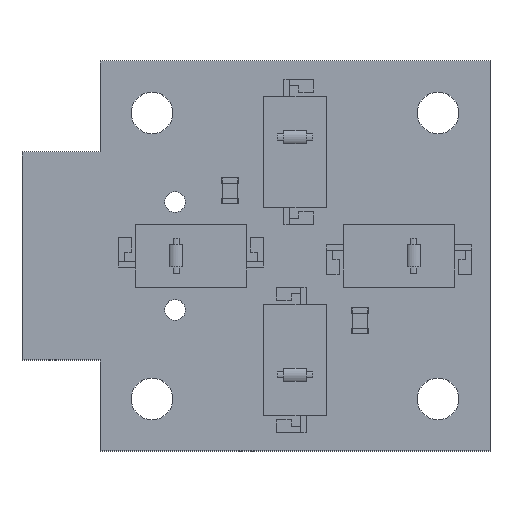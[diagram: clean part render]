
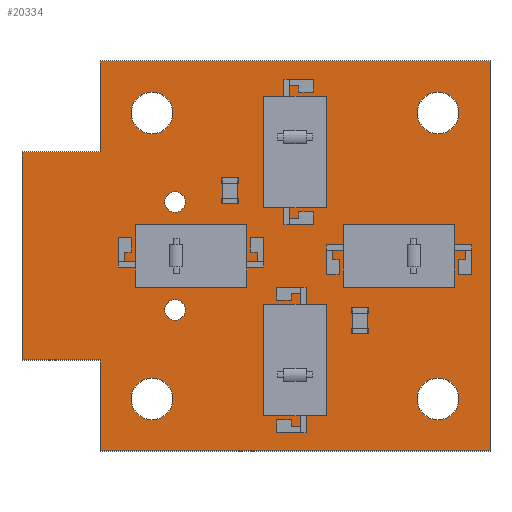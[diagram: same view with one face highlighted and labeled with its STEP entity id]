
A CAD part, top view. The second image highlights one B-rep face of the part: STEP entity #20334.
In plain terms, the highlighted planar face has unit normal (0, 0, 1).
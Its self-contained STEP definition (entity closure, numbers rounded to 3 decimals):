
#20036 = VERTEX_POINT('',#20037);
#20037 = CARTESIAN_POINT('',(15.,-15.,1.6));
#20043 = EDGE_CURVE('',#20036,#20044,#20046,.T.);
#20044 = VERTEX_POINT('',#20045);
#20045 = CARTESIAN_POINT('',(-15.,-15.,1.6));
#20046 = LINE('',#20047,#20048);
#20047 = CARTESIAN_POINT('',(15.,-15.,1.6));
#20048 = VECTOR('',#20049,1.);
#20049 = DIRECTION('',(-1.,0.,0.));
#20076 = VERTEX_POINT('',#20077);
#20077 = CARTESIAN_POINT('',(15.,15.,1.6));
#20083 = EDGE_CURVE('',#20076,#20036,#20084,.T.);
#20084 = LINE('',#20085,#20086);
#20085 = CARTESIAN_POINT('',(15.,15.,1.6));
#20086 = VECTOR('',#20087,1.);
#20087 = DIRECTION('',(0.,-1.,0.));
#20105 = EDGE_CURVE('',#20044,#20106,#20108,.T.);
#20106 = VERTEX_POINT('',#20107);
#20107 = CARTESIAN_POINT('',(-15.,-8.,1.6));
#20108 = LINE('',#20109,#20110);
#20109 = CARTESIAN_POINT('',(-15.,-15.,1.6));
#20110 = VECTOR('',#20111,1.);
#20111 = DIRECTION('',(0.,1.,0.));
#20334 = ADVANCED_FACE('',(#20335,#20378,#20389,#20400,#20411,#20422,
    #20433,#20444,#20455,#20466,#20477,#20488,#20499,#20510,#20521),
  #20532,.F.);
#20335 = FACE_BOUND('',#20336,.F.);
#20336 = EDGE_LOOP('',(#20337,#20338,#20339,#20347,#20355,#20363,#20371,
    #20377));
#20337 = ORIENTED_EDGE('',*,*,#20043,.T.);
#20338 = ORIENTED_EDGE('',*,*,#20105,.T.);
#20339 = ORIENTED_EDGE('',*,*,#20340,.T.);
#20340 = EDGE_CURVE('',#20106,#20341,#20343,.T.);
#20341 = VERTEX_POINT('',#20342);
#20342 = CARTESIAN_POINT('',(-21.,-8.,1.6));
#20343 = LINE('',#20344,#20345);
#20344 = CARTESIAN_POINT('',(-15.,-8.,1.6));
#20345 = VECTOR('',#20346,1.);
#20346 = DIRECTION('',(-1.,0.,0.));
#20347 = ORIENTED_EDGE('',*,*,#20348,.T.);
#20348 = EDGE_CURVE('',#20341,#20349,#20351,.T.);
#20349 = VERTEX_POINT('',#20350);
#20350 = CARTESIAN_POINT('',(-21.,8.,1.6));
#20351 = LINE('',#20352,#20353);
#20352 = CARTESIAN_POINT('',(-21.,-8.,1.6));
#20353 = VECTOR('',#20354,1.);
#20354 = DIRECTION('',(0.,1.,0.));
#20355 = ORIENTED_EDGE('',*,*,#20356,.T.);
#20356 = EDGE_CURVE('',#20349,#20357,#20359,.T.);
#20357 = VERTEX_POINT('',#20358);
#20358 = CARTESIAN_POINT('',(-15.,8.,1.6));
#20359 = LINE('',#20360,#20361);
#20360 = CARTESIAN_POINT('',(-21.,8.,1.6));
#20361 = VECTOR('',#20362,1.);
#20362 = DIRECTION('',(1.,0.,0.));
#20363 = ORIENTED_EDGE('',*,*,#20364,.T.);
#20364 = EDGE_CURVE('',#20357,#20365,#20367,.T.);
#20365 = VERTEX_POINT('',#20366);
#20366 = CARTESIAN_POINT('',(-15.,15.,1.6));
#20367 = LINE('',#20368,#20369);
#20368 = CARTESIAN_POINT('',(-15.,8.,1.6));
#20369 = VECTOR('',#20370,1.);
#20370 = DIRECTION('',(0.,1.,0.));
#20371 = ORIENTED_EDGE('',*,*,#20372,.T.);
#20372 = EDGE_CURVE('',#20365,#20076,#20373,.T.);
#20373 = LINE('',#20374,#20375);
#20374 = CARTESIAN_POINT('',(-15.,15.,1.6));
#20375 = VECTOR('',#20376,1.);
#20376 = DIRECTION('',(1.,0.,0.));
#20377 = ORIENTED_EDGE('',*,*,#20083,.T.);
#20378 = FACE_BOUND('',#20379,.F.);
#20379 = EDGE_LOOP('',(#20380));
#20380 = ORIENTED_EDGE('',*,*,#20381,.F.);
#20381 = EDGE_CURVE('',#20382,#20382,#20384,.T.);
#20382 = VERTEX_POINT('',#20383);
#20383 = CARTESIAN_POINT('',(11.,-12.6,1.6));
#20384 = CIRCLE('',#20385,1.6);
#20385 = AXIS2_PLACEMENT_3D('',#20386,#20387,#20388);
#20386 = CARTESIAN_POINT('',(11.,-11.,1.6));
#20387 = DIRECTION('',(-0.,0.,-1.));
#20388 = DIRECTION('',(-0.,-1.,0.));
#20389 = FACE_BOUND('',#20390,.F.);
#20390 = EDGE_LOOP('',(#20391));
#20391 = ORIENTED_EDGE('',*,*,#20392,.F.);
#20392 = EDGE_CURVE('',#20393,#20393,#20395,.T.);
#20393 = VERTEX_POINT('',#20394);
#20394 = CARTESIAN_POINT('',(0.,-10.546,1.6));
#20395 = CIRCLE('',#20396,0.546);
#20396 = AXIS2_PLACEMENT_3D('',#20397,#20398,#20399);
#20397 = CARTESIAN_POINT('',(0.,-10.,1.6));
#20398 = DIRECTION('',(-0.,0.,-1.));
#20399 = DIRECTION('',(0.,-1.,-0.));
#20400 = FACE_BOUND('',#20401,.F.);
#20401 = EDGE_LOOP('',(#20402));
#20402 = ORIENTED_EDGE('',*,*,#20403,.F.);
#20403 = EDGE_CURVE('',#20404,#20404,#20406,.T.);
#20404 = VERTEX_POINT('',#20405);
#20405 = CARTESIAN_POINT('',(10.,-0.546,1.6));
#20406 = CIRCLE('',#20407,0.546);
#20407 = AXIS2_PLACEMENT_3D('',#20408,#20409,#20410);
#20408 = CARTESIAN_POINT('',(10.,0.,1.6));
#20409 = DIRECTION('',(-0.,0.,-1.));
#20410 = DIRECTION('',(-0.,-1.,0.));
#20411 = FACE_BOUND('',#20412,.F.);
#20412 = EDGE_LOOP('',(#20413));
#20413 = ORIENTED_EDGE('',*,*,#20414,.F.);
#20414 = EDGE_CURVE('',#20415,#20415,#20417,.T.);
#20415 = VERTEX_POINT('',#20416);
#20416 = CARTESIAN_POINT('',(0.,-6.546,1.6));
#20417 = CIRCLE('',#20418,0.546);
#20418 = AXIS2_PLACEMENT_3D('',#20419,#20420,#20421);
#20419 = CARTESIAN_POINT('',(0.,-6.,1.6));
#20420 = DIRECTION('',(-0.,0.,-1.));
#20421 = DIRECTION('',(0.,-1.,-0.));
#20422 = FACE_BOUND('',#20423,.F.);
#20423 = EDGE_LOOP('',(#20424));
#20424 = ORIENTED_EDGE('',*,*,#20425,.F.);
#20425 = EDGE_CURVE('',#20426,#20426,#20428,.T.);
#20426 = VERTEX_POINT('',#20427);
#20427 = CARTESIAN_POINT('',(6.,-0.546,1.6));
#20428 = CIRCLE('',#20429,0.546);
#20429 = AXIS2_PLACEMENT_3D('',#20430,#20431,#20432);
#20430 = CARTESIAN_POINT('',(6.,0.,1.6));
#20431 = DIRECTION('',(-0.,0.,-1.));
#20432 = DIRECTION('',(-0.,-1.,0.));
#20433 = FACE_BOUND('',#20434,.F.);
#20434 = EDGE_LOOP('',(#20435));
#20435 = ORIENTED_EDGE('',*,*,#20436,.F.);
#20436 = EDGE_CURVE('',#20437,#20437,#20439,.T.);
#20437 = VERTEX_POINT('',#20438);
#20438 = CARTESIAN_POINT('',(-11.,-12.6,1.6));
#20439 = CIRCLE('',#20440,1.6);
#20440 = AXIS2_PLACEMENT_3D('',#20441,#20442,#20443);
#20441 = CARTESIAN_POINT('',(-11.,-11.,1.6));
#20442 = DIRECTION('',(-0.,0.,-1.));
#20443 = DIRECTION('',(-0.,-1.,0.));
#20444 = FACE_BOUND('',#20445,.F.);
#20445 = EDGE_LOOP('',(#20446));
#20446 = ORIENTED_EDGE('',*,*,#20447,.F.);
#20447 = EDGE_CURVE('',#20448,#20448,#20450,.T.);
#20448 = VERTEX_POINT('',#20449);
#20449 = CARTESIAN_POINT('',(-6.,-0.546,1.6));
#20450 = CIRCLE('',#20451,0.546);
#20451 = AXIS2_PLACEMENT_3D('',#20452,#20453,#20454);
#20452 = CARTESIAN_POINT('',(-6.,0.,1.6));
#20453 = DIRECTION('',(-0.,0.,-1.));
#20454 = DIRECTION('',(-0.,-1.,0.));
#20455 = FACE_BOUND('',#20456,.F.);
#20456 = EDGE_LOOP('',(#20457));
#20457 = ORIENTED_EDGE('',*,*,#20458,.F.);
#20458 = EDGE_CURVE('',#20459,#20459,#20461,.T.);
#20459 = VERTEX_POINT('',#20460);
#20460 = CARTESIAN_POINT('',(-9.23,-4.95,1.6));
#20461 = CIRCLE('',#20462,0.8);
#20462 = AXIS2_PLACEMENT_3D('',#20463,#20464,#20465);
#20463 = CARTESIAN_POINT('',(-9.23,-4.15,1.6));
#20464 = DIRECTION('',(-0.,0.,-1.));
#20465 = DIRECTION('',(-0.,-1.,0.));
#20466 = FACE_BOUND('',#20467,.F.);
#20467 = EDGE_LOOP('',(#20468));
#20468 = ORIENTED_EDGE('',*,*,#20469,.F.);
#20469 = EDGE_CURVE('',#20470,#20470,#20472,.T.);
#20470 = VERTEX_POINT('',#20471);
#20471 = CARTESIAN_POINT('',(-10.,-0.546,1.6));
#20472 = CIRCLE('',#20473,0.546);
#20473 = AXIS2_PLACEMENT_3D('',#20474,#20475,#20476);
#20474 = CARTESIAN_POINT('',(-10.,0.,1.6));
#20475 = DIRECTION('',(-0.,0.,-1.));
#20476 = DIRECTION('',(-0.,-1.,0.));
#20477 = FACE_BOUND('',#20478,.F.);
#20478 = EDGE_LOOP('',(#20479));
#20479 = ORIENTED_EDGE('',*,*,#20480,.F.);
#20480 = EDGE_CURVE('',#20481,#20481,#20483,.T.);
#20481 = VERTEX_POINT('',#20482);
#20482 = CARTESIAN_POINT('',(0.,5.454,1.6));
#20483 = CIRCLE('',#20484,0.546);
#20484 = AXIS2_PLACEMENT_3D('',#20485,#20486,#20487);
#20485 = CARTESIAN_POINT('',(0.,6.,1.6));
#20486 = DIRECTION('',(-0.,0.,-1.));
#20487 = DIRECTION('',(0.,-1.,-0.));
#20488 = FACE_BOUND('',#20489,.F.);
#20489 = EDGE_LOOP('',(#20490));
#20490 = ORIENTED_EDGE('',*,*,#20491,.F.);
#20491 = EDGE_CURVE('',#20492,#20492,#20494,.T.);
#20492 = VERTEX_POINT('',#20493);
#20493 = CARTESIAN_POINT('',(11.,9.4,1.6));
#20494 = CIRCLE('',#20495,1.6);
#20495 = AXIS2_PLACEMENT_3D('',#20496,#20497,#20498);
#20496 = CARTESIAN_POINT('',(11.,11.,1.6));
#20497 = DIRECTION('',(-0.,0.,-1.));
#20498 = DIRECTION('',(-0.,-1.,0.));
#20499 = FACE_BOUND('',#20500,.F.);
#20500 = EDGE_LOOP('',(#20501));
#20501 = ORIENTED_EDGE('',*,*,#20502,.F.);
#20502 = EDGE_CURVE('',#20503,#20503,#20505,.T.);
#20503 = VERTEX_POINT('',#20504);
#20504 = CARTESIAN_POINT('',(0.,9.454,1.6));
#20505 = CIRCLE('',#20506,0.546);
#20506 = AXIS2_PLACEMENT_3D('',#20507,#20508,#20509);
#20507 = CARTESIAN_POINT('',(0.,10.,1.6));
#20508 = DIRECTION('',(-0.,0.,-1.));
#20509 = DIRECTION('',(0.,-1.,-0.));
#20510 = FACE_BOUND('',#20511,.F.);
#20511 = EDGE_LOOP('',(#20512));
#20512 = ORIENTED_EDGE('',*,*,#20513,.F.);
#20513 = EDGE_CURVE('',#20514,#20514,#20516,.T.);
#20514 = VERTEX_POINT('',#20515);
#20515 = CARTESIAN_POINT('',(-9.23,3.35,1.6));
#20516 = CIRCLE('',#20517,0.8);
#20517 = AXIS2_PLACEMENT_3D('',#20518,#20519,#20520);
#20518 = CARTESIAN_POINT('',(-9.23,4.15,1.6));
#20519 = DIRECTION('',(-0.,0.,-1.));
#20520 = DIRECTION('',(-0.,-1.,0.));
#20521 = FACE_BOUND('',#20522,.F.);
#20522 = EDGE_LOOP('',(#20523));
#20523 = ORIENTED_EDGE('',*,*,#20524,.F.);
#20524 = EDGE_CURVE('',#20525,#20525,#20527,.T.);
#20525 = VERTEX_POINT('',#20526);
#20526 = CARTESIAN_POINT('',(-11.,9.4,1.6));
#20527 = CIRCLE('',#20528,1.6);
#20528 = AXIS2_PLACEMENT_3D('',#20529,#20530,#20531);
#20529 = CARTESIAN_POINT('',(-11.,11.,1.6));
#20530 = DIRECTION('',(-0.,0.,-1.));
#20531 = DIRECTION('',(-0.,-1.,0.));
#20532 = PLANE('',#20533);
#20533 = AXIS2_PLACEMENT_3D('',#20534,#20535,#20536);
#20534 = CARTESIAN_POINT('',(-2.364,0.,1.6));
#20535 = DIRECTION('',(-0.,-0.,-1.));
#20536 = DIRECTION('',(-1.,0.,0.));
